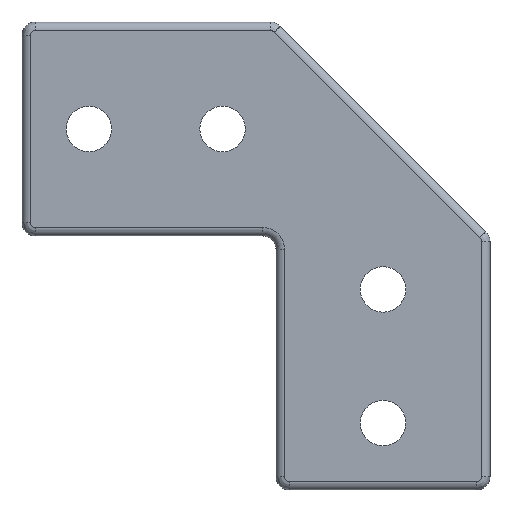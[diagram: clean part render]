
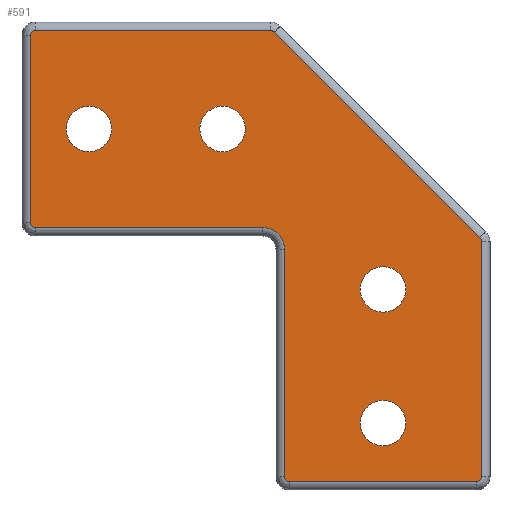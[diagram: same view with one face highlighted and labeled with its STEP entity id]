
A CAD part, front view. The second image highlights one B-rep face of the part: STEP entity #591.
In plain terms, the highlighted planar face has unit normal (0, -1, 0).
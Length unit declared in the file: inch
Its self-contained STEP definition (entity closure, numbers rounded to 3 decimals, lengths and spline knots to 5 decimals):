
#35=FACE_BOUND('',#156,.T.);
#36=FACE_BOUND('',#157,.T.);
#37=FACE_BOUND('',#158,.T.);
#38=FACE_BOUND('',#159,.T.);
#47=PLANE('',#664);
#55=CIRCLE('',#623,0.03593);
#58=CIRCLE('',#627,0.03593);
#62=CIRCLE('',#632,0.03593);
#66=CIRCLE('',#638,0.16093);
#70=CIRCLE('',#643,0.03593);
#74=CIRCLE('',#648,0.03593);
#77=CIRCLE('',#652,0.03593);
#82=CIRCLE('',#665,0.16732);
#83=CIRCLE('',#666,0.16732);
#84=CIRCLE('',#667,0.16732);
#85=CIRCLE('',#668,0.16732);
#121=FACE_OUTER_BOUND('',#155,.T.);
#155=EDGE_LOOP('',(#472,#473,#474,#475,#476,#477,#478,#479,#480,#481,#482,
#483,#484,#485));
#156=EDGE_LOOP('',(#486));
#157=EDGE_LOOP('',(#487));
#158=EDGE_LOOP('',(#488));
#159=EDGE_LOOP('',(#489));
#178=LINE('',#893,#217);
#180=LINE('',#939,#219);
#182=LINE('',#959,#221);
#184=LINE('',#979,#223);
#186=LINE('',#991,#225);
#188=LINE('',#1011,#227);
#190=LINE('',#1031,#229);
#217=VECTOR('',#702,0.3937);
#219=VECTOR('',#714,0.3937);
#221=VECTOR('',#726,0.3937);
#223=VECTOR('',#738,0.3937);
#225=VECTOR('',#752,0.3937);
#227=VECTOR('',#764,0.3937);
#229=VECTOR('',#776,0.3937);
#256=VERTEX_POINT('',#891);
#257=VERTEX_POINT('',#892);
#261=VERTEX_POINT('',#932);
#263=VERTEX_POINT('',#937);
#265=VERTEX_POINT('',#951);
#267=VERTEX_POINT('',#957);
#269=VERTEX_POINT('',#971);
#271=VERTEX_POINT('',#977);
#273=VERTEX_POINT('',#983);
#275=VERTEX_POINT('',#989);
#277=VERTEX_POINT('',#1003);
#279=VERTEX_POINT('',#1009);
#281=VERTEX_POINT('',#1023);
#283=VERTEX_POINT('',#1029);
#292=VERTEX_POINT('',#1075);
#293=VERTEX_POINT('',#1077);
#294=VERTEX_POINT('',#1079);
#295=VERTEX_POINT('',#1081);
#306=EDGE_CURVE('',#256,#257,#178,.T.);
#312=EDGE_CURVE('',#261,#256,#55,.T.);
#314=EDGE_CURVE('',#263,#261,#180,.T.);
#317=EDGE_CURVE('',#265,#263,#58,.T.);
#320=EDGE_CURVE('',#267,#265,#182,.T.);
#323=EDGE_CURVE('',#269,#267,#62,.T.);
#326=EDGE_CURVE('',#271,#269,#184,.T.);
#329=EDGE_CURVE('',#273,#271,#66,.T.);
#332=EDGE_CURVE('',#275,#273,#186,.T.);
#335=EDGE_CURVE('',#277,#275,#70,.T.);
#338=EDGE_CURVE('',#279,#277,#188,.T.);
#341=EDGE_CURVE('',#281,#279,#74,.T.);
#344=EDGE_CURVE('',#283,#281,#190,.T.);
#346=EDGE_CURVE('',#257,#283,#77,.T.);
#363=EDGE_CURVE('',#292,#292,#82,.T.);
#364=EDGE_CURVE('',#293,#293,#83,.T.);
#365=EDGE_CURVE('',#294,#294,#84,.T.);
#366=EDGE_CURVE('',#295,#295,#85,.T.);
#472=ORIENTED_EDGE('',*,*,#306,.F.);
#473=ORIENTED_EDGE('',*,*,#312,.F.);
#474=ORIENTED_EDGE('',*,*,#314,.F.);
#475=ORIENTED_EDGE('',*,*,#317,.F.);
#476=ORIENTED_EDGE('',*,*,#320,.F.);
#477=ORIENTED_EDGE('',*,*,#323,.F.);
#478=ORIENTED_EDGE('',*,*,#326,.F.);
#479=ORIENTED_EDGE('',*,*,#329,.F.);
#480=ORIENTED_EDGE('',*,*,#332,.F.);
#481=ORIENTED_EDGE('',*,*,#335,.F.);
#482=ORIENTED_EDGE('',*,*,#338,.F.);
#483=ORIENTED_EDGE('',*,*,#341,.F.);
#484=ORIENTED_EDGE('',*,*,#344,.F.);
#485=ORIENTED_EDGE('',*,*,#346,.F.);
#486=ORIENTED_EDGE('',*,*,#363,.T.);
#487=ORIENTED_EDGE('',*,*,#364,.T.);
#488=ORIENTED_EDGE('',*,*,#365,.T.);
#489=ORIENTED_EDGE('',*,*,#366,.T.);
#591=ADVANCED_FACE('',(#121,#35,#36,#37,#38),#47,.F.);
#623=AXIS2_PLACEMENT_3D('',#934,#708,#709);
#627=AXIS2_PLACEMENT_3D('',#953,#718,#719);
#632=AXIS2_PLACEMENT_3D('',#973,#730,#731);
#638=AXIS2_PLACEMENT_3D('',#985,#744,#745);
#643=AXIS2_PLACEMENT_3D('',#1005,#756,#757);
#648=AXIS2_PLACEMENT_3D('',#1025,#768,#769);
#652=AXIS2_PLACEMENT_3D('',#1042,#778,#779);
#664=AXIS2_PLACEMENT_3D('',#1074,#814,#815);
#665=AXIS2_PLACEMENT_3D('',#1076,#816,#817);
#666=AXIS2_PLACEMENT_3D('',#1078,#818,#819);
#667=AXIS2_PLACEMENT_3D('',#1080,#820,#821);
#668=AXIS2_PLACEMENT_3D('',#1082,#822,#823);
#702=DIRECTION('',(0.707,0.,-0.707));
#708=DIRECTION('center_axis',(0.,1.,0.));
#709=DIRECTION('ref_axis',(0.401,0.,0.916));
#714=DIRECTION('',(1.,0.,0.));
#718=DIRECTION('center_axis',(0.,1.,0.));
#719=DIRECTION('ref_axis',(-0.707,0.,0.707));
#726=DIRECTION('',(0.,0.,1.));
#730=DIRECTION('center_axis',(0.,1.,0.));
#731=DIRECTION('ref_axis',(-0.707,0.,-0.707));
#738=DIRECTION('',(-1.,0.,0.));
#744=DIRECTION('center_axis',(0.,-1.,0.));
#745=DIRECTION('ref_axis',(0.707,0.,0.707));
#752=DIRECTION('',(0.,0.,1.));
#756=DIRECTION('center_axis',(0.,1.,0.));
#757=DIRECTION('ref_axis',(-0.707,0.,-0.707));
#764=DIRECTION('',(-1.,0.,0.));
#768=DIRECTION('center_axis',(0.,1.,0.));
#769=DIRECTION('ref_axis',(0.707,0.,-0.707));
#776=DIRECTION('',(0.,0.,-1.));
#778=DIRECTION('center_axis',(0.,1.,0.));
#779=DIRECTION('ref_axis',(0.911,0.,0.411));
#814=DIRECTION('center_axis',(0.,1.,0.));
#815=DIRECTION('ref_axis',(0.,0.,1.));
#816=DIRECTION('center_axis',(0.,1.,0.));
#817=DIRECTION('ref_axis',(-1.,0.,0.));
#818=DIRECTION('center_axis',(0.,1.,0.));
#819=DIRECTION('ref_axis',(-1.,0.,0.));
#820=DIRECTION('center_axis',(0.,1.,0.));
#821=DIRECTION('ref_axis',(-1.,0.,0.));
#822=DIRECTION('center_axis',(0.,1.,0.));
#823=DIRECTION('ref_axis',(-1.,0.,0.));
#891=CARTESIAN_POINT('',(16.6467,-16.41705,7.32637));
#892=CARTESIAN_POINT('',(18.16021,-16.41705,5.81285));
#893=CARTESIAN_POINT('',(17.02586,-16.41705,6.9472));
#932=CARTESIAN_POINT('',(16.61972,-16.41705,7.33857));
#934=CARTESIAN_POINT('Origin',(16.61972,-16.41705,7.30264));
#937=CARTESIAN_POINT('',(14.88954,-16.41705,7.33857));
#939=CARTESIAN_POINT('',(15.76046,-16.41705,7.33857));
#951=CARTESIAN_POINT('',(14.85362,-16.41705,7.30264));
#953=CARTESIAN_POINT('Origin',(14.88954,-16.41705,7.30264));
#957=CARTESIAN_POINT('',(14.85362,-16.41705,5.92469));
#959=CARTESIAN_POINT('',(14.85362,-16.41705,5.86061));
#971=CARTESIAN_POINT('',(14.88954,-16.41705,5.88877));
#973=CARTESIAN_POINT('Origin',(14.88954,-16.41705,5.92469));
#977=CARTESIAN_POINT('',(16.56277,-16.41705,5.88877));
#979=CARTESIAN_POINT('',(16.59708,-16.41705,5.88877));
#983=CARTESIAN_POINT('',(16.72369,-16.41705,5.72784));
#985=CARTESIAN_POINT('Origin',(16.56277,-16.41705,5.72784));
#989=CARTESIAN_POINT('',(16.72369,-16.41705,4.05461));
#991=CARTESIAN_POINT('',(16.72369,-16.41705,4.92557));
#1003=CARTESIAN_POINT('',(16.75962,-16.41705,4.01869));
#1005=CARTESIAN_POINT('Origin',(16.75962,-16.41705,4.05461));
#1009=CARTESIAN_POINT('',(18.13757,-16.41705,4.01869));
#1011=CARTESIAN_POINT('',(17.38448,-16.41705,4.01869));
#1023=CARTESIAN_POINT('',(18.1735,-16.41705,4.05461));
#1025=CARTESIAN_POINT('Origin',(18.13757,-16.41705,4.05461));
#1029=CARTESIAN_POINT('',(18.1735,-16.41705,5.78496));
#1031=CARTESIAN_POINT('',(18.1735,-16.41705,5.79074));
#1042=CARTESIAN_POINT('Origin',(18.13757,-16.41705,5.78496));
#1074=CARTESIAN_POINT('Origin',(16.63139,-16.41705,5.79652));
#1075=CARTESIAN_POINT('',(15.45056,-16.41705,6.61367));
#1076=CARTESIAN_POINT('Origin',(15.28324,-16.41705,6.61367));
#1077=CARTESIAN_POINT('',(17.61592,-16.41705,5.43257));
#1078=CARTESIAN_POINT('Origin',(17.4486,-16.41705,5.43257));
#1079=CARTESIAN_POINT('',(17.61592,-16.41705,4.44831));
#1080=CARTESIAN_POINT('Origin',(17.4486,-16.41705,4.44831));
#1081=CARTESIAN_POINT('',(16.43482,-16.41705,6.61367));
#1082=CARTESIAN_POINT('Origin',(16.26749,-16.41705,6.61367));
